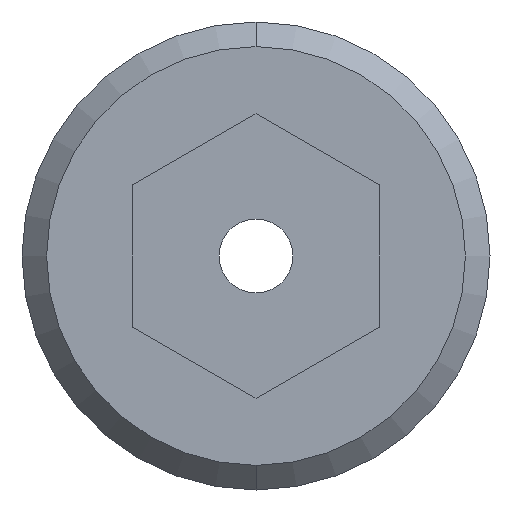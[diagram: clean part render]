
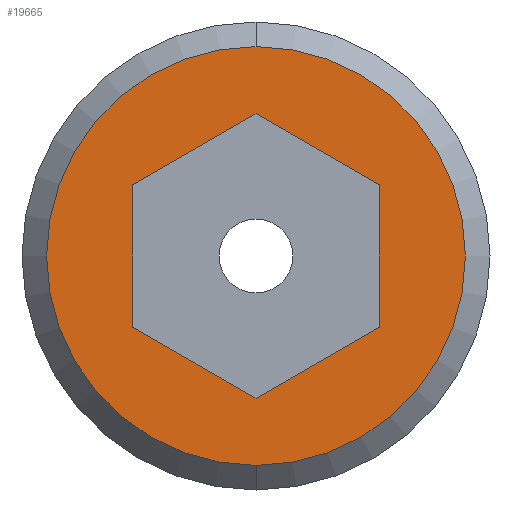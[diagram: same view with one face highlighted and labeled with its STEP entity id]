
A CAD part, left-side view. The second image highlights one B-rep face of the part: STEP entity #19665.
In plain terms, the highlighted planar face has unit normal (-1, 0, 0).
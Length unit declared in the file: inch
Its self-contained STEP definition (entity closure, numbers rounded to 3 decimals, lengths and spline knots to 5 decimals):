
#8889=CARTESIAN_POINT('',(-0.162,0.,0.));
#8890=DIRECTION('',(-1.,0.,0.));
#8891=DIRECTION('',(0.,1.,0.));
#8892=AXIS2_PLACEMENT_3D('',#8889,#8890,#8891);
#8907=DIRECTION('',(0.,0.5,0.866));
#8908=VECTOR('',#8907,0.08083);
#8909=CARTESIAN_POINT('',(-0.162,0.04041,-0.07));
#8910=LINE('',#8909,#8908);
#8911=DIRECTION('',(0.,1.,0.));
#8912=VECTOR('',#8911,0.08083);
#8913=CARTESIAN_POINT('',(-0.162,-0.04041,-0.07));
#8914=LINE('',#8913,#8912);
#8915=DIRECTION('',(0.,0.5,-0.866));
#8916=VECTOR('',#8915,0.08083);
#8917=CARTESIAN_POINT('',(-0.162,-0.08083,0.));
#8918=LINE('',#8917,#8916);
#8919=DIRECTION('',(0.,-0.5,-0.866));
#8920=VECTOR('',#8919,0.08083);
#8921=CARTESIAN_POINT('',(-0.162,-0.04041,0.07));
#8922=LINE('',#8921,#8920);
#8923=DIRECTION('',(0.,-1.,0.));
#8924=VECTOR('',#8923,0.08083);
#8925=CARTESIAN_POINT('',(-0.162,0.04041,0.07));
#8926=LINE('',#8925,#8924);
#8927=DIRECTION('',(0.,-0.5,0.866));
#8928=VECTOR('',#8927,0.08083);
#8929=CARTESIAN_POINT('',(-0.162,0.08083,0.));
#8930=LINE('',#8929,#8928);
#8931=CARTESIAN_POINT('',(-0.162,0.,0.));
#8932=DIRECTION('',(1.,0.,0.));
#8933=DIRECTION('',(0.,1.,0.));
#8934=AXIS2_PLACEMENT_3D('',#8931,#8932,#8933);
#9311=CARTESIAN_POINT('',(-0.162,0.119,0.));
#9312=CARTESIAN_POINT('',(-0.162,-0.119,0.));
#9313=VERTEX_POINT('',#9311);
#9314=VERTEX_POINT('',#9312);
#9331=CARTESIAN_POINT('',(-0.162,0.04041,-0.07));
#9332=CARTESIAN_POINT('',(-0.162,0.08083,0.));
#9333=VERTEX_POINT('',#9331);
#9334=VERTEX_POINT('',#9332);
#9335=CARTESIAN_POINT('',(-0.162,-0.04041,-0.07));
#9336=VERTEX_POINT('',#9335);
#9337=CARTESIAN_POINT('',(-0.162,-0.08083,0.));
#9338=VERTEX_POINT('',#9337);
#9339=CARTESIAN_POINT('',(-0.162,-0.04041,0.07));
#9340=VERTEX_POINT('',#9339);
#9341=CARTESIAN_POINT('',(-0.162,0.04041,0.07));
#9342=VERTEX_POINT('',#9341);
#19641=CARTESIAN_POINT('',(-0.162,0.,0.));
#19642=DIRECTION('',(1.,0.,0.));
#19643=DIRECTION('',(0.,-1.,0.));
#19644=AXIS2_PLACEMENT_3D('',#19641,#19642,#19643);
#19645=PLANE('',#19644);
#19646=ORIENTED_EDGE('',*,*,#19631,.F.);
#19648=ORIENTED_EDGE('',*,*,#19647,.T.);
#19649=EDGE_LOOP('',(#19646,#19648));
#19650=FACE_OUTER_BOUND('',#19649,.F.);
#19652=ORIENTED_EDGE('',*,*,#19651,.F.);
#19654=ORIENTED_EDGE('',*,*,#19653,.F.);
#19656=ORIENTED_EDGE('',*,*,#19655,.F.);
#19658=ORIENTED_EDGE('',*,*,#19657,.F.);
#19660=ORIENTED_EDGE('',*,*,#19659,.F.);
#19662=ORIENTED_EDGE('',*,*,#19661,.F.);
#19663=EDGE_LOOP('',(#19652,#19654,#19656,#19658,#19660,#19662));
#19664=FACE_BOUND('',#19663,.F.);
#8893=CIRCLE('',#8892,0.119);
#8935=CIRCLE('',#8934,0.119);
#19631=EDGE_CURVE('',#9313,#9314,#8893,.T.);
#19647=EDGE_CURVE('',#9313,#9314,#8935,.T.);
#19651=EDGE_CURVE('',#9333,#9334,#8910,.T.);
#19653=EDGE_CURVE('',#9336,#9333,#8914,.T.);
#19655=EDGE_CURVE('',#9338,#9336,#8918,.T.);
#19657=EDGE_CURVE('',#9340,#9338,#8922,.T.);
#19659=EDGE_CURVE('',#9342,#9340,#8926,.T.);
#19661=EDGE_CURVE('',#9334,#9342,#8930,.T.);
#19665=ADVANCED_FACE('',(#19650,#19664),#19645,.F.);
